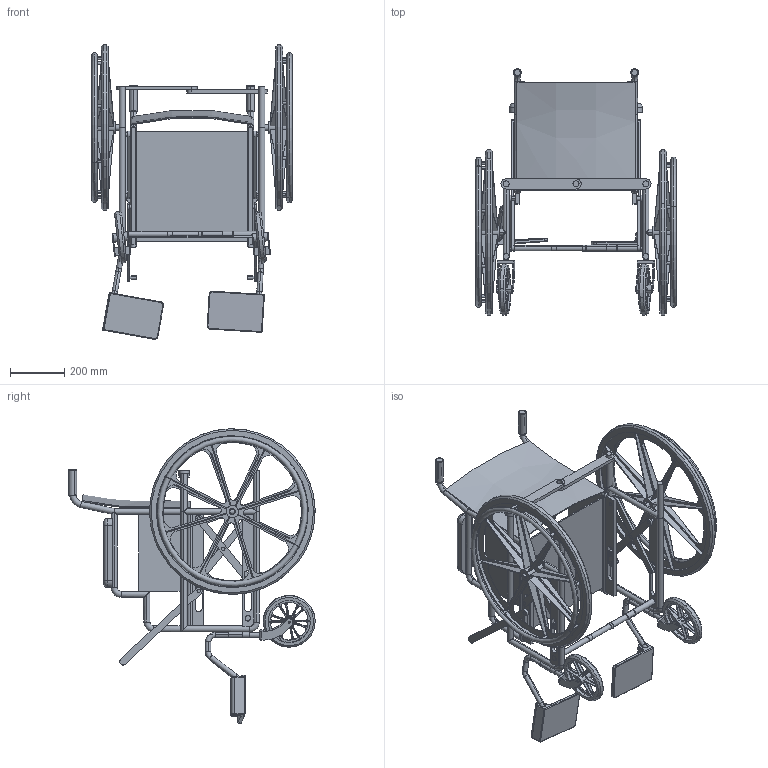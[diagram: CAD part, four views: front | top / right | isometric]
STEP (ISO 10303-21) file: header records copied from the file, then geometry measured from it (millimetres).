
FILE_DESCRIPTION (( 'STEP AP214' ), '1' );
FILE_NAME ('chair assembly.STEP', '2022-03-16T12:58:11', ( '' ), ( '' ), 'SwSTEP 2.0', 'SolidWorks 2021', '' );
FILE_SCHEMA (( 'AUTOMOTIVE_DESIGN' ));
Length unit declared in the file: inch
Products named in the file (28): right lower frame; telescoping 4; crank stopper temporary; telescoping 3; crank pin temporary; joint pin; telescoping 1; CasterFork; Seat; telescoping assembely; Grip; left lower frame; roller; Small Pin; WheelSmall; upper frame; FootRest; foot rest tube; lift arm_assembly; Back; lift arm; ArmPad; roller pin; crank arm temporary; WheelLarge; chair assembly; temporary folding mechanism version 2; telescoping 2
Assembly tree (43 placements, depth 3):
  chair assembly
    right lower frame
    lift arm_assembly  x4
      lift arm
      roller pin
      roller
      Small Pin
    upper frame  x2
    Seat
    left lower frame
    WheelLarge  x2
    joint pin  x2
    Back
    Grip  x2
    ArmPad  x2
    CasterFork  x2
    WheelSmall  x2
    foot rest tube  x2
    FootRest  x2
    crank stopper temporary  x2
    crank arm temporary  x2
    crank pin temporary  x2
    temporary folding mechanism version 2  x2
    telescoping assembely
      telescoping 1
      telescoping 2
      telescoping 3
      telescoping 4
Bounding box: 736.6 x 906.3 x 1083.63 mm (x, y, z)
Volume: 13047342.2 mm3; surface area: 3686921.3 mm2
Topology: 56 solids, 56 shells, 1282 faces, 3320 edges, 2153 vertices
Faces by surface type: cylinder 603, plane 585, torus 70, cone 16, bspline 4, sphere 4
Entity records: 23804 total; most frequent: CARTESIAN_POINT 5213, DIRECTION 3766, ORIENTED_EDGE 3562, EDGE_CURVE 1781, AXIS2_PLACEMENT_3D 1440, VERTEX_POINT 1153, VECTOR 886, LINE 886
